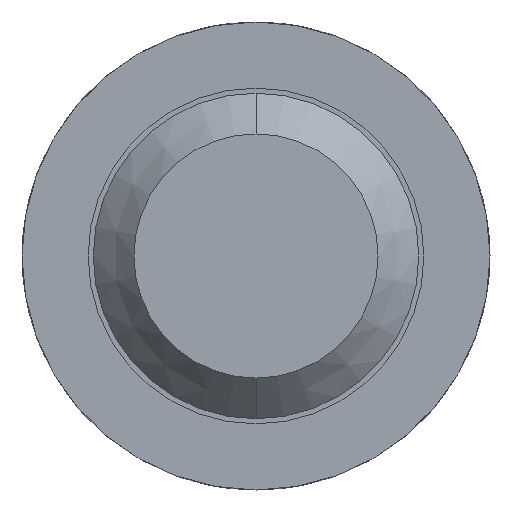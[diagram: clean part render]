
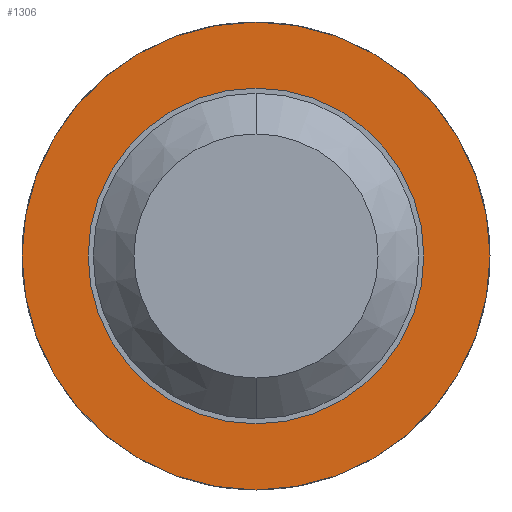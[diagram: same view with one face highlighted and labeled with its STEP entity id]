
A CAD part, front view. The second image highlights one B-rep face of the part: STEP entity #1306.
In plain terms, the highlighted planar face has unit normal (0, -1, 0).
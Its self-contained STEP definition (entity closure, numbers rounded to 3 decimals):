
#190 = ORIENTED_EDGE ( 'NONE', *, *, #2414, .T. ) ;
#414 = DIRECTION ( 'NONE',  ( 0., 0., 1. ) ) ;
#539 = CARTESIAN_POINT ( 'NONE',  ( 0., -1.5, -0.825 ) ) ;
#607 = CARTESIAN_POINT ( 'NONE',  ( 0., -1.5, 0.825 ) ) ;
#703 = VERTEX_POINT ( 'NONE', #539 ) ;
#1033 = EDGE_CURVE ( 'Defeature ausgef�hrt4_44+Defeature ausgef�hrt4_48+Defeature ausgef�hrt4_48+Defeature ausgef�hrt4_48', #1944, #3925, #4278, .T. ) ;
#1076 = ORIENTED_EDGE ( 'NONE', *, *, #4637, .F. ) ;
#1165 = FACE_OUTER_BOUND ( 'NONE', #4102, .T. ) ;
#1289 = CIRCLE ( 'NONE', #1703, 1.15 ) ;
#1302 = ORIENTED_EDGE ( 'NONE', *, *, #4178, .T. ) ;
#1306 = ADVANCED_FACE ( 'Defeature ausgef�hrt4_48', ( #1165, #2410 ), #3271, .F. ) ;
#1339 = DIRECTION ( 'NONE',  ( 0., 0., 1. ) ) ;
#1380 = AXIS2_PLACEMENT_3D ( 'NONE', #2821, #2778, #3205 ) ;
#1431 = ORIENTED_EDGE ( 'NONE', *, *, #1033, .F. ) ;
#1440 = CARTESIAN_POINT ( 'NONE',  ( 0.825, -1.5, 0. ) ) ;
#1682 = DIRECTION ( 'NONE',  ( 0., 0., 1. ) ) ;
#1703 = AXIS2_PLACEMENT_3D ( 'NONE', #2057, #2367, #1339 ) ;
#1804 = DIRECTION ( 'NONE',  ( 0., 1., 0. ) ) ;
#1890 = CARTESIAN_POINT ( 'NONE',  ( 0., -1.5, -1.15 ) ) ;
#1944 = VERTEX_POINT ( 'NONE', #4415 ) ;
#2057 = CARTESIAN_POINT ( 'NONE',  ( 0., -1.5, 0. ) ) ;
#2077 = CIRCLE ( 'NONE', #1380, 0.825 ) ;
#2140 = CIRCLE ( 'NONE', #4739, 0.825 ) ;
#2367 = DIRECTION ( 'NONE',  ( 0., 1., 0. ) ) ;
#2410 = FACE_BOUND ( 'NONE', #4387, .T. ) ;
#2414 = EDGE_CURVE ( 'Defeature ausgef�hrt4_48+Defeature ausgef�hrt4_47+Defeature ausgef�hrt4_47+Defeature ausgef�hrt4_47', #3688, #703, #2140, .T. ) ;
#2735 = CARTESIAN_POINT ( 'NONE',  ( 0., -1.5, 0. ) ) ;
#2778 = DIRECTION ( 'NONE',  ( 0., 1., 0. ) ) ;
#2821 = CARTESIAN_POINT ( 'NONE',  ( 0., -1.5, 0. ) ) ;
#2941 = CARTESIAN_POINT ( 'NONE',  ( 0., -1.5, 0. ) ) ;
#3118 = DIRECTION ( 'NONE',  ( 0., 1., 0. ) ) ;
#3205 = DIRECTION ( 'NONE',  ( 0., 0., 1. ) ) ;
#3271 = PLANE ( 'NONE',  #4640 ) ;
#3687 = DIRECTION ( 'NONE',  ( 0., 1., 0. ) ) ;
#3688 = VERTEX_POINT ( 'NONE', #607 ) ;
#3925 = VERTEX_POINT ( 'NONE', #1890 ) ;
#4102 = EDGE_LOOP ( 'NONE', ( #1431, #1076 ) ) ;
#4155 = AXIS2_PLACEMENT_3D ( 'NONE', #2941, #3687, #414 ) ;
#4178 = EDGE_CURVE ( 'Defeature ausgef�hrt4_48+Defeature ausgef�hrt4_47+Defeature ausgef�hrt4_47+Defeature ausgef�hrt4_47', #703, #3688, #2077, .T. ) ;
#4278 = CIRCLE ( 'NONE', #4155, 1.15 ) ;
#4387 = EDGE_LOOP ( 'NONE', ( #190, #1302 ) ) ;
#4415 = CARTESIAN_POINT ( 'NONE',  ( 0., -1.5, 1.15 ) ) ;
#4637 = EDGE_CURVE ( 'Defeature ausgef�hrt4_44+Defeature ausgef�hrt4_48+Defeature ausgef�hrt4_48+Defeature ausgef�hrt4_48', #3925, #1944, #1289, .T. ) ;
#4640 = AXIS2_PLACEMENT_3D ( 'NONE', #1440, #1804, #4696 ) ;
#4696 = DIRECTION ( 'NONE',  ( 0., 0., 1. ) ) ;
#4739 = AXIS2_PLACEMENT_3D ( 'NONE', #2735, #3118, #1682 ) ;
